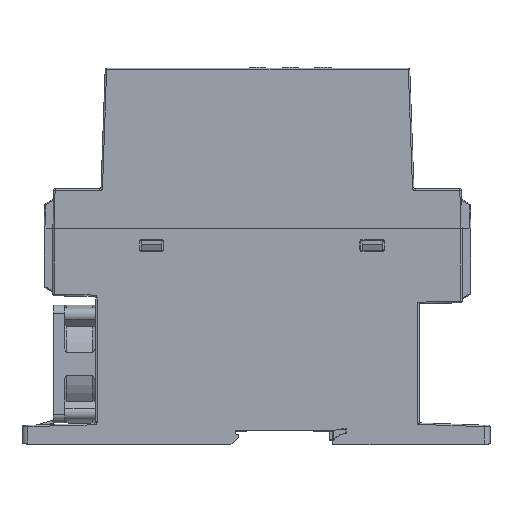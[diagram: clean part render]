
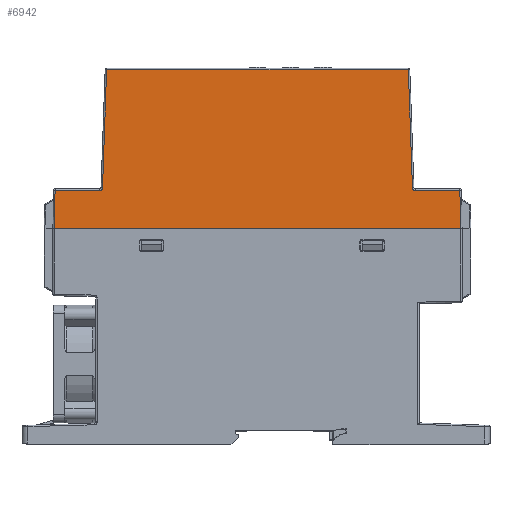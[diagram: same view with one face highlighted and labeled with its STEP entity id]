
A CAD part, left-side view. The second image highlights one B-rep face of the part: STEP entity #6942.
In plain terms, the highlighted planar face has unit normal (-1, 0, 0).
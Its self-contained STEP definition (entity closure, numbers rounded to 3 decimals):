
#1787=PLANE('',#58581);
#6942=ADVANCED_FACE('',(#9731),#1787,.F.);
#9731=FACE_OUTER_BOUND('',#12155,.T.);
#12155=EDGE_LOOP('',(#35213,#35214,#35215,#35216,#35217,#35218,#35219,#35220,
#35221,#35222));
#16527=LINE('',#102294,#21733);
#16952=LINE('',#105219,#22158);
#17323=LINE('',#107396,#22538);
#17324=LINE('',#107401,#22539);
#17325=LINE('',#107406,#22540);
#17326=LINE('',#107414,#22541);
#17328=LINE('',#107422,#22543);
#17368=LINE('',#107537,#22583);
#21733=VECTOR('',#70988,1.);
#22158=VECTOR('',#71907,1.);
#22538=VECTOR('',#72895,1.);
#22539=VECTOR('',#72902,1.);
#22540=VECTOR('',#72909,1.);
#22541=VECTOR('',#72920,1.);
#22543=VECTOR('',#72928,1.);
#22583=VECTOR('',#73046,1.);
#35213=ORIENTED_EDGE('',*,*,#51000,.T.);
#35214=ORIENTED_EDGE('',*,*,#49822,.F.);
#35215=ORIENTED_EDGE('',*,*,#51003,.T.);
#35216=ORIENTED_EDGE('',*,*,#51006,.T.);
#35217=ORIENTED_EDGE('',*,*,#51007,.F.);
#35218=ORIENTED_EDGE('',*,*,#51010,.T.);
#35219=ORIENTED_EDGE('',*,*,#51014,.T.);
#35220=ORIENTED_EDGE('',*,*,#51069,.T.);
#35221=ORIENTED_EDGE('',*,*,#51133,.F.);
#35222=ORIENTED_EDGE('',*,*,#50422,.T.);
#41365=VERTEX_POINT('',#102295);
#41366=VERTEX_POINT('',#102296);
#41841=VERTEX_POINT('',#105218);
#41842=VERTEX_POINT('',#105220);
#42255=VERTEX_POINT('',#107400);
#42256=VERTEX_POINT('',#107405);
#42257=VERTEX_POINT('',#107409);
#42258=VERTEX_POINT('',#107413);
#42261=VERTEX_POINT('',#107421);
#42297=VERTEX_POINT('',#107536);
#49822=EDGE_CURVE('',#41365,#41366,#16527,.T.);
#50422=EDGE_CURVE('',#41842,#41841,#16952,.T.);
#51000=EDGE_CURVE('',#41841,#41366,#17323,.T.);
#51003=EDGE_CURVE('',#41365,#42255,#17324,.T.);
#51006=EDGE_CURVE('',#42255,#42256,#17325,.T.);
#51007=EDGE_CURVE('',#42257,#42256,#53437,.T.);
#51010=EDGE_CURVE('',#42257,#42258,#17326,.T.);
#51014=EDGE_CURVE('',#42258,#42261,#17328,.T.);
#51069=EDGE_CURVE('',#42261,#42297,#17368,.T.);
#51133=EDGE_CURVE('',#41842,#42297,#53472,.T.);
#53437=CIRCLE('',#58512,1.);
#53472=CIRCLE('',#58579,1.);
#58512=AXIS2_PLACEMENT_3D('',#107408,#72912,#72913);
#58579=AXIS2_PLACEMENT_3D('',#107690,#73134,#73135);
#58581=AXIS2_PLACEMENT_3D('',#107692,#73138,#73139);
#70988=DIRECTION('',(0.,1.,0.));
#71907=DIRECTION('',(0.,1.,0.));
#72895=DIRECTION('',(0.,0.017,-1.));
#72902=DIRECTION('',(0.,0.017,1.));
#72909=DIRECTION('',(0.,1.,0.));
#72912=DIRECTION('',(-1.,0.,0.));
#72913=DIRECTION('',(0.,0.,1.));
#72920=DIRECTION('',(0.,0.035,0.999));
#72928=DIRECTION('',(0.,1.,0.));
#73046=DIRECTION('',(0.,0.035,-0.999));
#73134=DIRECTION('',(-1.,0.,0.));
#73135=DIRECTION('',(0.,0.,1.));
#73138=DIRECTION('',(1.,0.,0.));
#73139=DIRECTION('',(0.,0.,1.));
#102294=CARTESIAN_POINT('',(39.206,173.635,78.5));
#102295=CARTESIAN_POINT('',(39.206,94.641,78.5));
#102296=CARTESIAN_POINT('',(39.206,232.629,78.5));
#105218=CARTESIAN_POINT('',(39.206,232.402,91.477));
#105219=CARTESIAN_POINT('',(39.206,232.41,91.477));
#105220=CARTESIAN_POINT('',(39.206,217.282,91.477));
#107396=CARTESIAN_POINT('',(39.206,232.707,73.99));
#107400=CARTESIAN_POINT('',(39.206,94.868,91.477));
#107401=CARTESIAN_POINT('',(39.206,94.867,91.421));
#107405=CARTESIAN_POINT('',(39.206,109.988,91.477));
#107406=CARTESIAN_POINT('',(39.206,110.488,91.477));
#107408=CARTESIAN_POINT('',(39.206,109.988,92.477));
#107409=CARTESIAN_POINT('',(39.206,110.987,92.442));
#107413=CARTESIAN_POINT('',(39.206,112.386,132.5));
#107414=CARTESIAN_POINT('',(39.206,112.403,132.983));
#107421=CARTESIAN_POINT('',(39.206,214.884,132.5));
#107422=CARTESIAN_POINT('',(39.206,215.367,132.5));
#107536=CARTESIAN_POINT('',(39.206,216.283,92.442));
#107537=CARTESIAN_POINT('',(39.206,216.3,91.959));
#107690=CARTESIAN_POINT('',(39.206,217.282,92.477));
#107692=CARTESIAN_POINT('',(39.206,173.635,98.));
